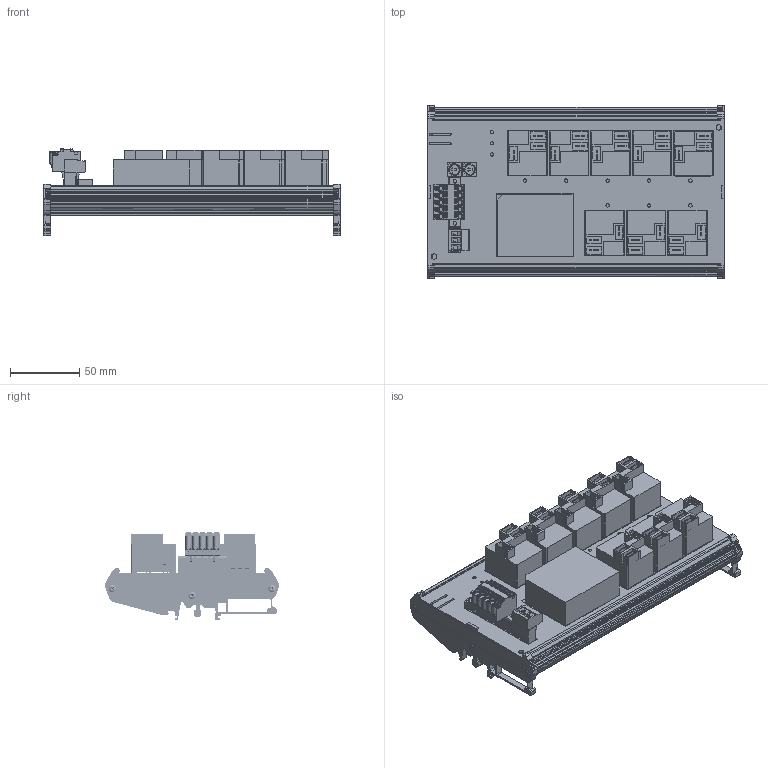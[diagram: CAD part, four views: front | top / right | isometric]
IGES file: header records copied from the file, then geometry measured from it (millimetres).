
Global section: file name: HE569DQM209; native system: Autodesk Inventor 2015; preprocessor: unknown; author: BRamsey; date: 20210412.093508; units: centimetre
Bounding box: 214.6 x 125.41 x 63.62 mm (x, y, z)
Volume: 358366.7 mm3; surface area: 211200.5 mm2
Topology: 1 solids, 31 shells, 4755 faces, 13448 edges, 8902 vertices
Faces by surface type: bspline 4755
